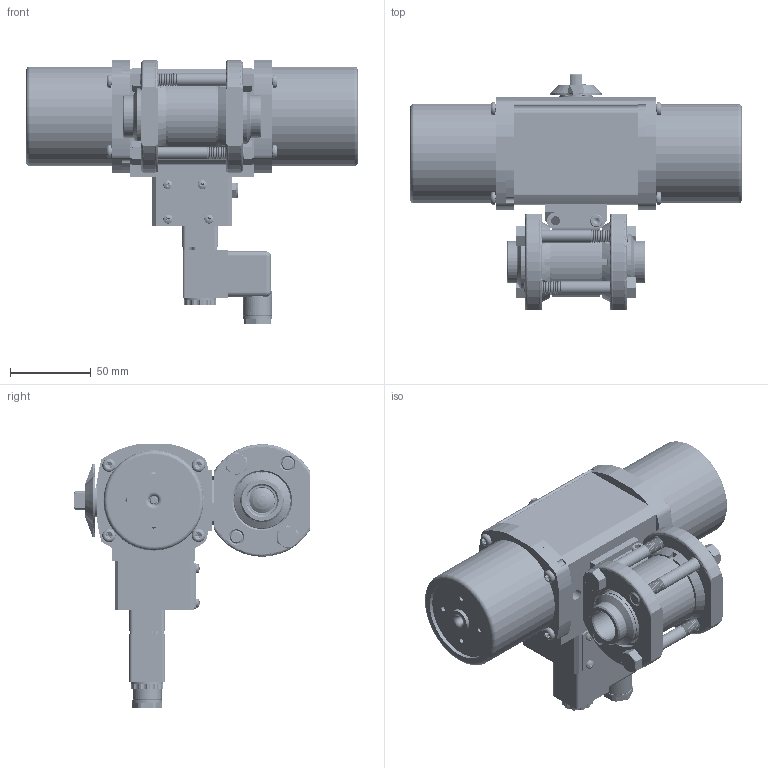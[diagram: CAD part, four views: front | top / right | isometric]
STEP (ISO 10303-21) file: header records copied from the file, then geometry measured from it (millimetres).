
FILE_DESCRIPTION (( 'STEP AP203' ), '1' );
FILE_NAME ('26XXTSWSA512SR3GPDS.step', '2018-06-12T18:04:34', ( '' ), ( '' ), 'SwSTEP 2.0', 'SolidWorks 2017', '' );
FILE_SCHEMA (( 'CONFIG_CONTROL_DESIGN' ));
Products named in the file (1): 26XXTSWSA512SR3GPDS
Bounding box: 206.12 x 146.65 x 163.68 mm (x, y, z)
Volume: 684509.3 mm3; surface area: 294993.3 mm2
Topology: 65 solids, 65 shells, 5767 faces, 15100 edges, 9481 vertices
Faces by surface type: cylinder 2821, cone 1804, plane 800, torus 223, bspline 105, sphere 14
Entity records: 208965 total; most frequent: CARTESIAN_POINT 70310, ORIENTED_EDGE 29908, DIRECTION 29843, EDGE_CURVE 14954, AXIS2_PLACEMENT_3D 12149, VERTEX_POINT 9477, CIRCLE 6486, EDGE_LOOP 6163
